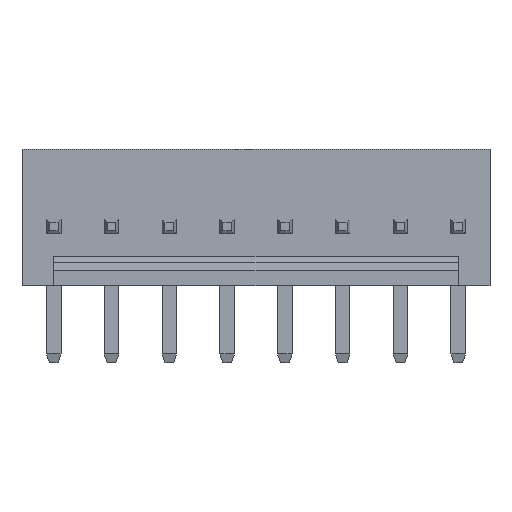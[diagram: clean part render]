
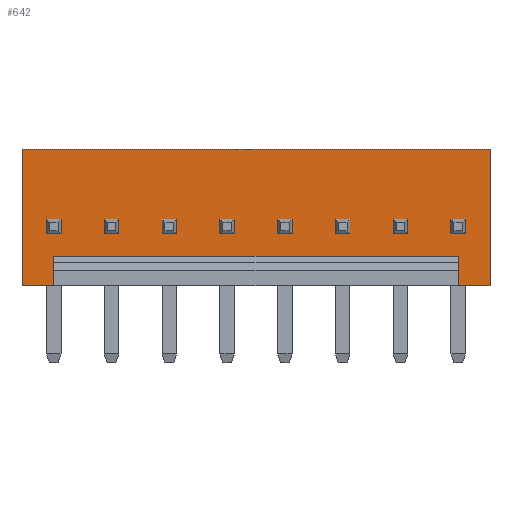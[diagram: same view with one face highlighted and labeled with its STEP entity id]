
A CAD part, front view. The second image highlights one B-rep face of the part: STEP entity #642.
In plain terms, the highlighted planar face has unit normal (0, -1, 0).
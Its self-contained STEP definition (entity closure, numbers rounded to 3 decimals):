
#642=ADVANCED_FACE('',(#1163),#1165,.T.);
#1163=FACE_BOUND('',#1164,.T.);
#1164=EDGE_LOOP('',(#1590,#1591,#1592,#1593,#1594,#1595,#1596,#1597));
#1165=PLANE('',#1166);
#1166=AXIS2_PLACEMENT_3D('',#1167,#1168,#1169);
#1167=CARTESIAN_POINT('',(19.175,-2.68,1.));
#1168=DIRECTION('',(0.,-1.,0.));
#1169=DIRECTION('',(0.,0.,1.));
#1590=ORIENTED_EDGE('',*,*,#1850,.T.);
#1591=ORIENTED_EDGE('',*,*,#1792,.T.);
#1592=ORIENTED_EDGE('',*,*,#1851,.F.);
#1593=ORIENTED_EDGE('',*,*,#1776,.F.);
#1594=ORIENTED_EDGE('',*,*,#1852,.F.);
#1595=ORIENTED_EDGE('',*,*,#1853,.F.);
#1596=ORIENTED_EDGE('',*,*,#1854,.T.);
#1597=ORIENTED_EDGE('',*,*,#1772,.F.);
#1772=EDGE_CURVE('',#1974,#1976,#1977,.F.);
#1776=EDGE_CURVE('',#1982,#1984,#1985,.F.);
#1792=EDGE_CURVE('',#2016,#2014,#2017,.T.);
#1850=EDGE_CURVE('',#1974,#2016,#2101,.T.);
#1851=EDGE_CURVE('',#1984,#2014,#2102,.T.);
#1852=EDGE_CURVE('',#2103,#1982,#2104,.T.);
#1853=EDGE_CURVE('',#2105,#2103,#2106,.T.);
#1854=EDGE_CURVE('',#2105,#1976,#2107,.T.);
#1974=VERTEX_POINT('',#2317);
#1976=VERTEX_POINT('',#2321);
#1977=LINE('',#2322,#2323);
#1982=VERTEX_POINT('',#2333);
#1984=VERTEX_POINT('',#2337);
#1985=LINE('',#2338,#2339);
#2014=VERTEX_POINT('',#2397);
#2016=VERTEX_POINT('',#2401);
#2017=LINE('',#2402,#2403);
#2101=LINE('',#2602,#2603);
#2102=LINE('',#2605,#2606);
#2103=VERTEX_POINT('',#2608);
#2104=LINE('',#2609,#2610);
#2105=VERTEX_POINT('',#2612);
#2106=LINE('',#2613,#2614);
#2107=LINE('',#2616,#2617);
#2317=CARTESIAN_POINT('',(19.175,-2.68,0.));
#2321=CARTESIAN_POINT('',(17.78,-2.68,0.));
#2322=CARTESIAN_POINT('',(17.78,-2.68,0.));
#2323=VECTOR('',#2324,1.);
#2324=DIRECTION('',(1.,0.,0.));
#2333=CARTESIAN_POINT('',(0.,-2.68,0.));
#2337=CARTESIAN_POINT('',(-1.395,-2.68,0.));
#2338=CARTESIAN_POINT('',(-1.395,-2.68,0.));
#2339=VECTOR('',#2340,1.);
#2340=DIRECTION('',(1.,0.,0.));
#2397=CARTESIAN_POINT('',(-1.395,-2.68,6.));
#2401=CARTESIAN_POINT('',(19.175,-2.68,6.));
#2402=CARTESIAN_POINT('',(19.175,-2.68,6.));
#2403=VECTOR('',#2404,1.);
#2404=DIRECTION('',(-1.,0.,0.));
#2602=CARTESIAN_POINT('',(19.175,-2.68,0.));
#2603=VECTOR('',#2604,1.);
#2604=DIRECTION('',(0.,0.,1.));
#2605=CARTESIAN_POINT('',(-1.395,-2.68,0.));
#2606=VECTOR('',#2607,1.);
#2607=DIRECTION('',(0.,0.,1.));
#2608=CARTESIAN_POINT('',(0.,-2.68,1.));
#2609=CARTESIAN_POINT('',(0.,-2.68,1.));
#2610=VECTOR('',#2611,1.);
#2611=DIRECTION('',(0.,0.,-1.));
#2612=CARTESIAN_POINT('',(17.78,-2.68,1.));
#2613=CARTESIAN_POINT('',(17.78,-2.68,1.));
#2614=VECTOR('',#2615,1.);
#2615=DIRECTION('',(-1.,0.,0.));
#2616=CARTESIAN_POINT('',(17.78,-2.68,1.));
#2617=VECTOR('',#2618,1.);
#2618=DIRECTION('',(0.,0.,-1.));
